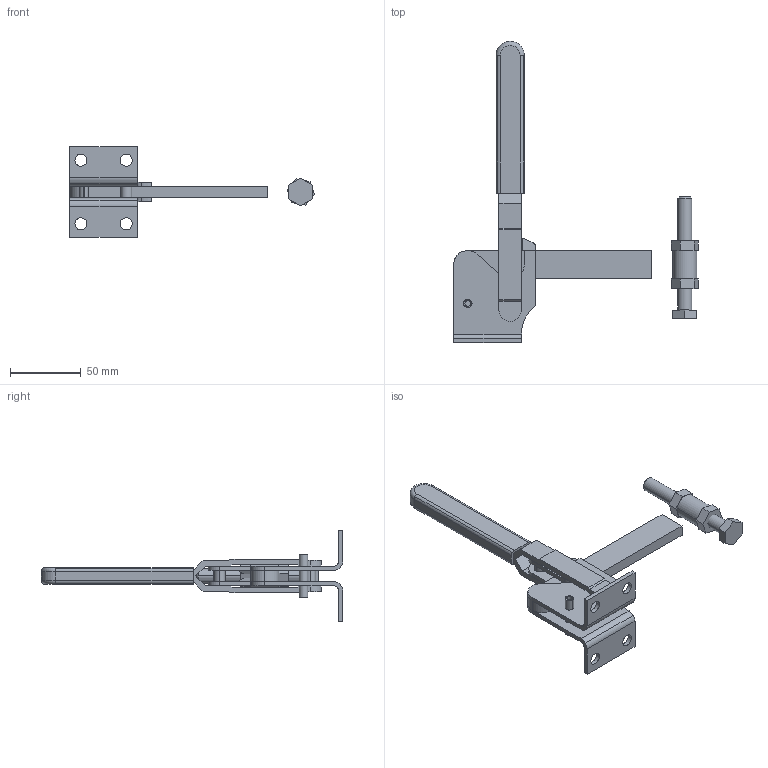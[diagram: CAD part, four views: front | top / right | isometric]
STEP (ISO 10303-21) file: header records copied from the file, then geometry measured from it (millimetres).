
FILE_DESCRIPTION((''),'2;1');
FILE_NAME('MG5B.stp','2006-07-11T16:23:32',('Matthew'),(''),'Autodesk Inventor 8','Autodesk Inventor 8','');
FILE_SCHEMA(('AUTOMOTIVE_DESIGN { 1 0 10303 214 1 1 1 1 }'));
Length unit declared in the file: millimetre
Products named in the file (7): MG5B; MG5B1; MG5B2; MG5B3; MG5B4; MG5B5; MG5B6
Assembly tree (6 placements, depth 2):
  MG5B
    MG5B1
    MG5B2
    MG5B3
    MG5B4
    MG5B5
    MG5B6
Bounding box: 173.11 x 213 x 64 mm (x, y, z)
Volume: 102329.8 mm3; surface area: 52408.5 mm2
Topology: 6 solids, 6 shells, 224 faces, 580 edges, 378 vertices
Faces by surface type: plane 91, cylinder 66, bspline 63, torus 2, cone 2
Entity records: 7481 total; most frequent: CARTESIAN_POINT 1790, ORIENTED_EDGE 1160, DIRECTION 1136, EDGE_CURVE 580, AXIS2_PLACEMENT_3D 382, VERTEX_POINT 378, VECTOR 372, LINE 372
